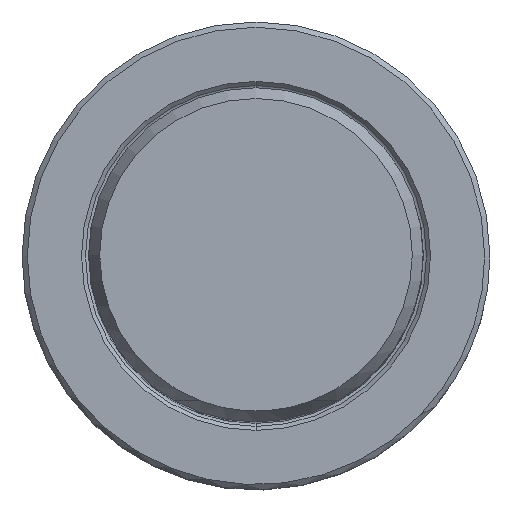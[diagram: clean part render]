
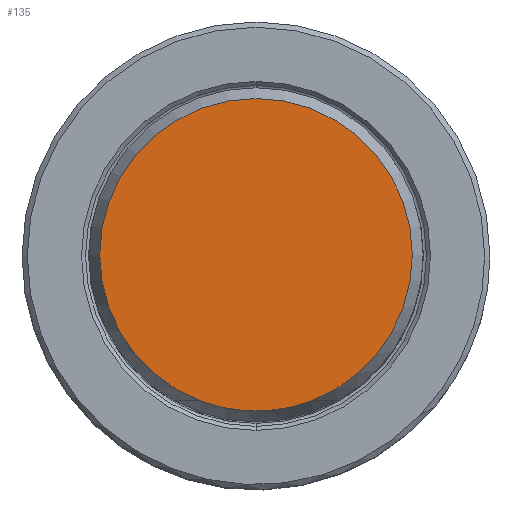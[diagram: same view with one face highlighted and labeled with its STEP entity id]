
A CAD part, top view. The second image highlights one B-rep face of the part: STEP entity #135.
In plain terms, the highlighted planar face has unit normal (0, 0, 1).
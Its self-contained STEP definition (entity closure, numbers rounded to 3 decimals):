
#40=PLANE('',#1246);
#135=ADVANCED_FACE('',(#219),#40,.F.);
#219=FACE_OUTER_BOUND('',#283,.T.);
#283=EDGE_LOOP('',(#459,#460,#461,#462));
#459=ORIENTED_EDGE('',*,*,#762,.F.);
#460=ORIENTED_EDGE('',*,*,#763,.F.);
#461=ORIENTED_EDGE('',*,*,#764,.F.);
#462=ORIENTED_EDGE('',*,*,#765,.F.);
#643=VERTEX_POINT('',#2340);
#644=VERTEX_POINT('',#2341);
#645=VERTEX_POINT('',#2343);
#646=VERTEX_POINT('',#2345);
#762=EDGE_CURVE('',#643,#644,#925,.T.);
#763=EDGE_CURVE('',#645,#643,#926,.T.);
#764=EDGE_CURVE('',#646,#645,#927,.T.);
#765=EDGE_CURVE('',#644,#646,#928,.T.);
#925=CIRCLE('',#1242,14.847);
#926=CIRCLE('',#1243,14.847);
#927=CIRCLE('',#1244,14.847);
#928=CIRCLE('',#1245,14.847);
#1242=AXIS2_PLACEMENT_3D('',#2339,#1496,#1497);
#1243=AXIS2_PLACEMENT_3D('',#2342,#1498,#1499);
#1244=AXIS2_PLACEMENT_3D('',#2344,#1500,#1501);
#1245=AXIS2_PLACEMENT_3D('',#2346,#1502,#1503);
#1246=AXIS2_PLACEMENT_3D('',#2347,#1504,#1505);
#1496=DIRECTION('',(0.,0.,-1.));
#1497=DIRECTION('',(0.356,-0.935,0.));
#1498=DIRECTION('',(0.,0.,-1.));
#1499=DIRECTION('',(1.,0.,0.));
#1500=DIRECTION('',(0.,0.,-1.));
#1501=DIRECTION('',(-1.,0.,0.));
#1502=DIRECTION('',(0.,0.,-1.));
#1503=DIRECTION('',(-0.356,-0.935,0.));
#1504=DIRECTION('',(0.,0.,-1.));
#1505=DIRECTION('',(-1.,0.,0.));
#2339=CARTESIAN_POINT('',(0.,0.,60.33));
#2340=CARTESIAN_POINT('',(5.284,-13.875,60.33));
#2341=CARTESIAN_POINT('',(-5.284,-13.875,60.33));
#2342=CARTESIAN_POINT('',(0.,0.,60.33));
#2343=CARTESIAN_POINT('',(14.847,0.,60.33));
#2344=CARTESIAN_POINT('',(0.,0.,60.33));
#2345=CARTESIAN_POINT('',(-14.847,0.,60.33));
#2346=CARTESIAN_POINT('',(0.,0.,60.33));
#2347=CARTESIAN_POINT('',(0.,0.,60.33));
